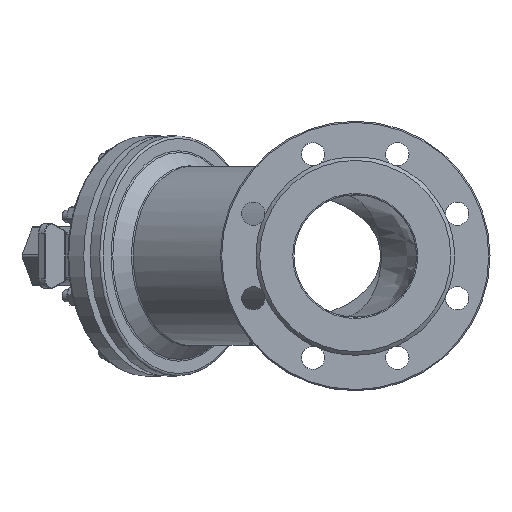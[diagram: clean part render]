
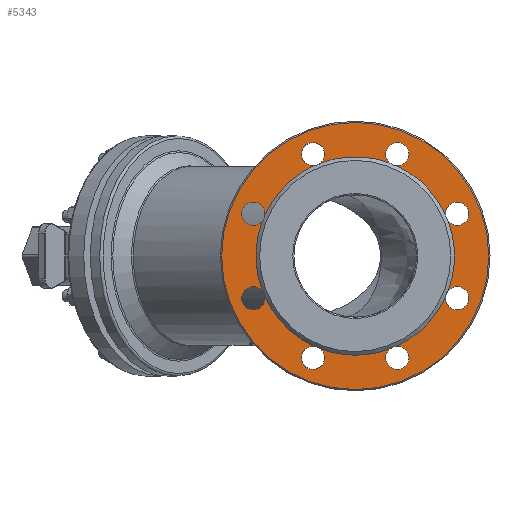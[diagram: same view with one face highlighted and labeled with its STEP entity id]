
A CAD part, left-side view. The second image highlights one B-rep face of the part: STEP entity #5343.
In plain terms, the highlighted face is planar.
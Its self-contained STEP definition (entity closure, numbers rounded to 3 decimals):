
#301=CIRCLE('',#5847,81.);
#302=CIRCLE('',#5848,81.);
#303=CIRCLE('',#5849,81.);
#304=CIRCLE('',#5850,81.);
#305=CIRCLE('',#5851,81.);
#306=CIRCLE('',#5852,81.);
#307=CIRCLE('',#5853,81.);
#308=CIRCLE('',#5854,81.);
#309=CIRCLE('',#5855,81.);
#357=CIRCLE('',#5934,109.);
#358=CIRCLE('',#5936,9.5);
#359=CIRCLE('',#5937,9.5);
#360=CIRCLE('',#5938,9.5);
#361=CIRCLE('',#5939,9.5);
#362=CIRCLE('',#5940,9.5);
#363=CIRCLE('',#5941,9.5);
#364=CIRCLE('',#5942,9.5);
#365=CIRCLE('',#5943,9.5);
#366=CIRCLE('',#5944,9.5);
#367=CIRCLE('',#5945,9.5);
#368=CIRCLE('',#5946,9.5);
#369=CIRCLE('',#5947,9.5);
#370=CIRCLE('',#5948,9.5);
#371=CIRCLE('',#5949,9.5);
#372=CIRCLE('',#5950,9.5);
#373=CIRCLE('',#5951,9.5);
#521=FACE_BOUND('',#1592,.T.);
#601=PLANE('',#5935);
#1250=FACE_OUTER_BOUND('',#1591,.T.);
#1591=EDGE_LOOP('',(#4094));
#1592=EDGE_LOOP('',(#4095,#4096,#4097,#4098,#4099,#4100,#4101,#4102,#4103,
#4104,#4105,#4106,#4107,#4108,#4109,#4110,#4111,#4112,#4113,#4114,#4115,
#4116,#4117,#4118,#4119));
#2253=VERTEX_POINT('',#9846);
#2254=VERTEX_POINT('',#9848);
#2255=VERTEX_POINT('',#9850);
#2256=VERTEX_POINT('',#9857);
#2257=VERTEX_POINT('',#9859);
#2258=VERTEX_POINT('',#9866);
#2259=VERTEX_POINT('',#9868);
#2260=VERTEX_POINT('',#9875);
#2261=VERTEX_POINT('',#9877);
#2262=VERTEX_POINT('',#9884);
#2263=VERTEX_POINT('',#9886);
#2264=VERTEX_POINT('',#9893);
#2265=VERTEX_POINT('',#9895);
#2266=VERTEX_POINT('',#9902);
#2267=VERTEX_POINT('',#9904);
#2268=VERTEX_POINT('',#9911);
#2269=VERTEX_POINT('',#9913);
#2309=VERTEX_POINT('',#10059);
#2310=VERTEX_POINT('',#10063);
#2311=VERTEX_POINT('',#10066);
#2312=VERTEX_POINT('',#10069);
#2313=VERTEX_POINT('',#10072);
#2314=VERTEX_POINT('',#10075);
#2315=VERTEX_POINT('',#10078);
#2316=VERTEX_POINT('',#10081);
#2317=VERTEX_POINT('',#10084);
#2862=EDGE_CURVE('',#2253,#2254,#301,.T.);
#2864=EDGE_CURVE('',#2255,#2256,#302,.T.);
#2866=EDGE_CURVE('',#2257,#2258,#303,.T.);
#2868=EDGE_CURVE('',#2259,#2260,#304,.T.);
#2870=EDGE_CURVE('',#2261,#2262,#305,.T.);
#2872=EDGE_CURVE('',#2263,#2264,#306,.T.);
#2874=EDGE_CURVE('',#2265,#2266,#307,.T.);
#2876=EDGE_CURVE('',#2267,#2268,#308,.T.);
#2878=EDGE_CURVE('',#2269,#2253,#309,.T.);
#2948=EDGE_CURVE('',#2309,#2309,#357,.T.);
#2949=EDGE_CURVE('',#2310,#2263,#358,.T.);
#2950=EDGE_CURVE('',#2262,#2310,#359,.T.);
#2951=EDGE_CURVE('',#2311,#2261,#360,.T.);
#2952=EDGE_CURVE('',#2260,#2311,#361,.T.);
#2953=EDGE_CURVE('',#2312,#2259,#362,.T.);
#2954=EDGE_CURVE('',#2258,#2312,#363,.T.);
#2955=EDGE_CURVE('',#2313,#2257,#364,.T.);
#2956=EDGE_CURVE('',#2256,#2313,#365,.T.);
#2957=EDGE_CURVE('',#2314,#2255,#366,.T.);
#2958=EDGE_CURVE('',#2254,#2314,#367,.T.);
#2959=EDGE_CURVE('',#2315,#2269,#368,.T.);
#2960=EDGE_CURVE('',#2268,#2315,#369,.T.);
#2961=EDGE_CURVE('',#2316,#2267,#370,.T.);
#2962=EDGE_CURVE('',#2266,#2316,#371,.T.);
#2963=EDGE_CURVE('',#2317,#2265,#372,.T.);
#2964=EDGE_CURVE('',#2264,#2317,#373,.T.);
#4094=ORIENTED_EDGE('',*,*,#2948,.F.);
#4095=ORIENTED_EDGE('',*,*,#2872,.F.);
#4096=ORIENTED_EDGE('',*,*,#2949,.F.);
#4097=ORIENTED_EDGE('',*,*,#2950,.F.);
#4098=ORIENTED_EDGE('',*,*,#2870,.F.);
#4099=ORIENTED_EDGE('',*,*,#2951,.F.);
#4100=ORIENTED_EDGE('',*,*,#2952,.F.);
#4101=ORIENTED_EDGE('',*,*,#2868,.F.);
#4102=ORIENTED_EDGE('',*,*,#2953,.F.);
#4103=ORIENTED_EDGE('',*,*,#2954,.F.);
#4104=ORIENTED_EDGE('',*,*,#2866,.F.);
#4105=ORIENTED_EDGE('',*,*,#2955,.F.);
#4106=ORIENTED_EDGE('',*,*,#2956,.F.);
#4107=ORIENTED_EDGE('',*,*,#2864,.F.);
#4108=ORIENTED_EDGE('',*,*,#2957,.F.);
#4109=ORIENTED_EDGE('',*,*,#2958,.F.);
#4110=ORIENTED_EDGE('',*,*,#2862,.F.);
#4111=ORIENTED_EDGE('',*,*,#2878,.F.);
#4112=ORIENTED_EDGE('',*,*,#2959,.F.);
#4113=ORIENTED_EDGE('',*,*,#2960,.F.);
#4114=ORIENTED_EDGE('',*,*,#2876,.F.);
#4115=ORIENTED_EDGE('',*,*,#2961,.F.);
#4116=ORIENTED_EDGE('',*,*,#2962,.F.);
#4117=ORIENTED_EDGE('',*,*,#2874,.F.);
#4118=ORIENTED_EDGE('',*,*,#2963,.F.);
#4119=ORIENTED_EDGE('',*,*,#2964,.F.);
#5343=ADVANCED_FACE('',(#1250,#521),#601,.T.);
#5847=AXIS2_PLACEMENT_3D('',#9849,#6869,#6870);
#5848=AXIS2_PLACEMENT_3D('',#9858,#6871,#6872);
#5849=AXIS2_PLACEMENT_3D('',#9867,#6873,#6874);
#5850=AXIS2_PLACEMENT_3D('',#9876,#6875,#6876);
#5851=AXIS2_PLACEMENT_3D('',#9885,#6877,#6878);
#5852=AXIS2_PLACEMENT_3D('',#9894,#6879,#6880);
#5853=AXIS2_PLACEMENT_3D('',#9903,#6881,#6882);
#5854=AXIS2_PLACEMENT_3D('',#9912,#6883,#6884);
#5855=AXIS2_PLACEMENT_3D('',#9920,#6885,#6886);
#5934=AXIS2_PLACEMENT_3D('',#10061,#7065,#7066);
#5935=AXIS2_PLACEMENT_3D('',#10062,#7067,#7068);
#5936=AXIS2_PLACEMENT_3D('',#10064,#7069,#7070);
#5937=AXIS2_PLACEMENT_3D('',#10065,#7071,#7072);
#5938=AXIS2_PLACEMENT_3D('',#10067,#7073,#7074);
#5939=AXIS2_PLACEMENT_3D('',#10068,#7075,#7076);
#5940=AXIS2_PLACEMENT_3D('',#10070,#7077,#7078);
#5941=AXIS2_PLACEMENT_3D('',#10071,#7079,#7080);
#5942=AXIS2_PLACEMENT_3D('',#10073,#7081,#7082);
#5943=AXIS2_PLACEMENT_3D('',#10074,#7083,#7084);
#5944=AXIS2_PLACEMENT_3D('',#10076,#7085,#7086);
#5945=AXIS2_PLACEMENT_3D('',#10077,#7087,#7088);
#5946=AXIS2_PLACEMENT_3D('',#10079,#7089,#7090);
#5947=AXIS2_PLACEMENT_3D('',#10080,#7091,#7092);
#5948=AXIS2_PLACEMENT_3D('',#10082,#7093,#7094);
#5949=AXIS2_PLACEMENT_3D('',#10083,#7095,#7096);
#5950=AXIS2_PLACEMENT_3D('',#10085,#7097,#7098);
#5951=AXIS2_PLACEMENT_3D('',#10086,#7099,#7100);
#6869=DIRECTION('center_axis',(1.,0.,0.));
#6870=DIRECTION('ref_axis',(0.,0.,1.));
#6871=DIRECTION('center_axis',(1.,0.,0.));
#6872=DIRECTION('ref_axis',(0.,0.,1.));
#6873=DIRECTION('center_axis',(1.,0.,0.));
#6874=DIRECTION('ref_axis',(0.,0.,1.));
#6875=DIRECTION('center_axis',(1.,0.,0.));
#6876=DIRECTION('ref_axis',(0.,0.,1.));
#6877=DIRECTION('center_axis',(1.,0.,0.));
#6878=DIRECTION('ref_axis',(0.,0.,1.));
#6879=DIRECTION('center_axis',(1.,0.,0.));
#6880=DIRECTION('ref_axis',(0.,0.,1.));
#6881=DIRECTION('center_axis',(1.,0.,0.));
#6882=DIRECTION('ref_axis',(0.,0.,1.));
#6883=DIRECTION('center_axis',(1.,0.,0.));
#6884=DIRECTION('ref_axis',(0.,0.,1.));
#6885=DIRECTION('center_axis',(1.,0.,0.));
#6886=DIRECTION('ref_axis',(0.,0.,1.));
#7065=DIRECTION('center_axis',(-1.,0.,0.));
#7066=DIRECTION('ref_axis',(0.,1.,0.));
#7067=DIRECTION('center_axis',(1.,0.,0.));
#7068=DIRECTION('ref_axis',(0.,0.,-1.));
#7069=DIRECTION('center_axis',(1.,0.,0.));
#7070=DIRECTION('ref_axis',(0.,-1.,0.));
#7071=DIRECTION('center_axis',(1.,0.,0.));
#7072=DIRECTION('ref_axis',(0.,-1.,0.));
#7073=DIRECTION('center_axis',(1.,0.,0.));
#7074=DIRECTION('ref_axis',(0.,-1.,0.));
#7075=DIRECTION('center_axis',(1.,0.,0.));
#7076=DIRECTION('ref_axis',(0.,-1.,0.));
#7077=DIRECTION('center_axis',(1.,0.,0.));
#7078=DIRECTION('ref_axis',(0.,-1.,0.));
#7079=DIRECTION('center_axis',(1.,0.,0.));
#7080=DIRECTION('ref_axis',(0.,-1.,0.));
#7081=DIRECTION('center_axis',(1.,0.,0.));
#7082=DIRECTION('ref_axis',(0.,-1.,0.));
#7083=DIRECTION('center_axis',(1.,0.,0.));
#7084=DIRECTION('ref_axis',(0.,-1.,0.));
#7085=DIRECTION('center_axis',(1.,0.,0.));
#7086=DIRECTION('ref_axis',(0.,-1.,0.));
#7087=DIRECTION('center_axis',(1.,0.,0.));
#7088=DIRECTION('ref_axis',(0.,-1.,0.));
#7089=DIRECTION('center_axis',(1.,0.,0.));
#7090=DIRECTION('ref_axis',(0.,-1.,0.));
#7091=DIRECTION('center_axis',(1.,0.,0.));
#7092=DIRECTION('ref_axis',(0.,-1.,0.));
#7093=DIRECTION('center_axis',(1.,0.,0.));
#7094=DIRECTION('ref_axis',(0.,-1.,0.));
#7095=DIRECTION('center_axis',(1.,0.,0.));
#7096=DIRECTION('ref_axis',(0.,-1.,0.));
#7097=DIRECTION('center_axis',(1.,0.,0.));
#7098=DIRECTION('ref_axis',(0.,-1.,0.));
#7099=DIRECTION('center_axis',(1.,0.,0.));
#7100=DIRECTION('ref_axis',(0.,-1.,0.));
#9846=CARTESIAN_POINT('',(21.,0.,-81.));
#9848=CARTESIAN_POINT('',(21.,28.312,-75.891));
#9849=CARTESIAN_POINT('Origin',(21.,0.,0.));
#9850=CARTESIAN_POINT('',(21.,33.643,-73.683));
#9857=CARTESIAN_POINT('',(21.,73.683,-33.643));
#9858=CARTESIAN_POINT('Origin',(21.,0.,0.));
#9859=CARTESIAN_POINT('',(21.,75.891,-28.312));
#9866=CARTESIAN_POINT('',(21.,75.891,28.312));
#9867=CARTESIAN_POINT('Origin',(21.,0.,0.));
#9868=CARTESIAN_POINT('',(21.,73.683,33.643));
#9875=CARTESIAN_POINT('',(21.,33.643,73.683));
#9876=CARTESIAN_POINT('Origin',(21.,0.,0.));
#9877=CARTESIAN_POINT('',(21.,28.312,75.891));
#9884=CARTESIAN_POINT('',(21.,-28.312,75.891));
#9885=CARTESIAN_POINT('Origin',(21.,0.,0.));
#9886=CARTESIAN_POINT('',(21.,-33.643,73.683));
#9893=CARTESIAN_POINT('',(21.,-73.683,33.643));
#9894=CARTESIAN_POINT('Origin',(21.,0.,0.));
#9895=CARTESIAN_POINT('',(21.,-75.891,28.312));
#9902=CARTESIAN_POINT('',(21.,-75.891,-28.312));
#9903=CARTESIAN_POINT('Origin',(21.,0.,0.));
#9904=CARTESIAN_POINT('',(21.,-73.683,-33.643));
#9911=CARTESIAN_POINT('',(21.,-33.643,-73.683));
#9912=CARTESIAN_POINT('Origin',(21.,0.,0.));
#9913=CARTESIAN_POINT('',(21.,-28.312,-75.891));
#9920=CARTESIAN_POINT('Origin',(21.,0.,0.));
#10059=CARTESIAN_POINT('',(21.,-109.,0.));
#10061=CARTESIAN_POINT('Origin',(21.,0.,0.));
#10062=CARTESIAN_POINT('Origin',(21.,0.,0.));
#10063=CARTESIAN_POINT('',(21.,-24.942,83.149));
#10064=CARTESIAN_POINT('Origin',(21.,-34.442,83.149));
#10065=CARTESIAN_POINT('Origin',(21.,-34.442,83.149));
#10066=CARTESIAN_POINT('',(21.,43.942,83.149));
#10067=CARTESIAN_POINT('Origin',(21.,34.442,83.149));
#10068=CARTESIAN_POINT('Origin',(21.,34.442,83.149));
#10069=CARTESIAN_POINT('',(21.,92.649,34.442));
#10070=CARTESIAN_POINT('Origin',(21.,83.149,34.442));
#10071=CARTESIAN_POINT('Origin',(21.,83.149,34.442));
#10072=CARTESIAN_POINT('',(21.,92.649,-34.442));
#10073=CARTESIAN_POINT('Origin',(21.,83.149,-34.442));
#10074=CARTESIAN_POINT('Origin',(21.,83.149,-34.442));
#10075=CARTESIAN_POINT('',(21.,43.942,-83.149));
#10076=CARTESIAN_POINT('Origin',(21.,34.442,-83.149));
#10077=CARTESIAN_POINT('Origin',(21.,34.442,-83.149));
#10078=CARTESIAN_POINT('',(21.,-24.942,-83.149));
#10079=CARTESIAN_POINT('Origin',(21.,-34.442,-83.149));
#10080=CARTESIAN_POINT('Origin',(21.,-34.442,-83.149));
#10081=CARTESIAN_POINT('',(21.,-73.649,-34.442));
#10082=CARTESIAN_POINT('Origin',(21.,-83.149,-34.442));
#10083=CARTESIAN_POINT('Origin',(21.,-83.149,-34.442));
#10084=CARTESIAN_POINT('',(21.,-73.649,34.442));
#10085=CARTESIAN_POINT('Origin',(21.,-83.149,34.442));
#10086=CARTESIAN_POINT('Origin',(21.,-83.149,34.442));
